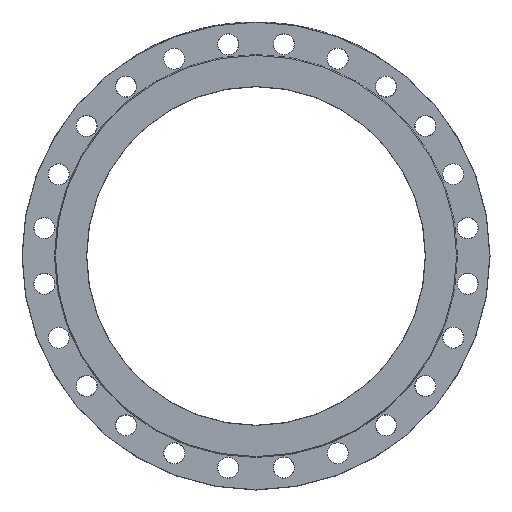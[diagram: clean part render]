
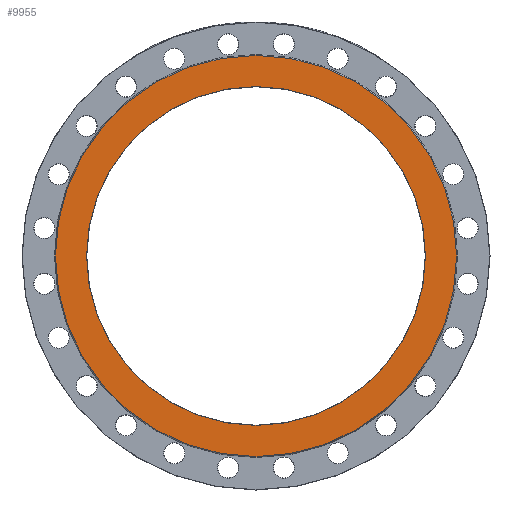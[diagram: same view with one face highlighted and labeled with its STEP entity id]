
A CAD part, left-side view. The second image highlights one B-rep face of the part: STEP entity #9955.
In plain terms, the highlighted planar face has unit normal (-1, 0, 0).
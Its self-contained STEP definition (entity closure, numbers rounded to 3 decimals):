
#29 = FACE_BOUND ( 'NONE', #7228, .T. ) ;
#639 = CIRCLE ( 'NONE', #12871, 465. ) ;
#2491 = PLANE ( 'NONE',  #14690 ) ;
#4064 = EDGE_CURVE ( 'NONE', #14302, #14302, #4791, .T. ) ;
#4791 = CIRCLE ( 'NONE', #14805, 392.8 ) ;
#5044 = CARTESIAN_POINT ( 'NONE',  ( 0., 0., -392.8 ) ) ;
#6010 = CARTESIAN_POINT ( 'NONE',  ( 0., 392.3, 0. ) ) ;
#7228 = EDGE_LOOP ( 'NONE', ( #9325 ) ) ;
#7812 = DIRECTION ( 'NONE',  ( 0., 0., -1. ) ) ;
#8764 = CARTESIAN_POINT ( 'NONE',  ( 0., 0., 465. ) ) ;
#9097 = EDGE_CURVE ( 'NONE', #9846, #9846, #639, .T. ) ;
#9285 = FACE_OUTER_BOUND ( 'NONE', #9711, .T. ) ;
#9325 = ORIENTED_EDGE ( 'NONE', *, *, #4064, .T. ) ;
#9711 = EDGE_LOOP ( 'NONE', ( #14171 ) ) ;
#9846 = VERTEX_POINT ( 'NONE', #8764 ) ;
#9955 = ADVANCED_FACE ( 'NONE', ( #29, #9285 ), #2491, .F. ) ;
#10018 = CARTESIAN_POINT ( 'NONE',  ( 0., 0., 0. ) ) ;
#11331 = DIRECTION ( 'NONE',  ( -1., 0., 0. ) ) ;
#11984 = DIRECTION ( 'NONE',  ( 1., 0., 0. ) ) ;
#12478 = DIRECTION ( 'NONE',  ( 0., 0., 1. ) ) ;
#12871 = AXIS2_PLACEMENT_3D ( 'NONE', #10018, #11331, #12478 ) ;
#13133 = DIRECTION ( 'NONE',  ( 0., 0., -1. ) ) ;
#13572 = DIRECTION ( 'NONE',  ( 1., 0., 0. ) ) ;
#13873 = CARTESIAN_POINT ( 'NONE',  ( 0., 0., 0. ) ) ;
#14171 = ORIENTED_EDGE ( 'NONE', *, *, #9097, .T. ) ;
#14302 = VERTEX_POINT ( 'NONE', #5044 ) ;
#14690 = AXIS2_PLACEMENT_3D ( 'NONE', #6010, #11984, #13133 ) ;
#14805 = AXIS2_PLACEMENT_3D ( 'NONE', #13873, #13572, #7812 ) ;
